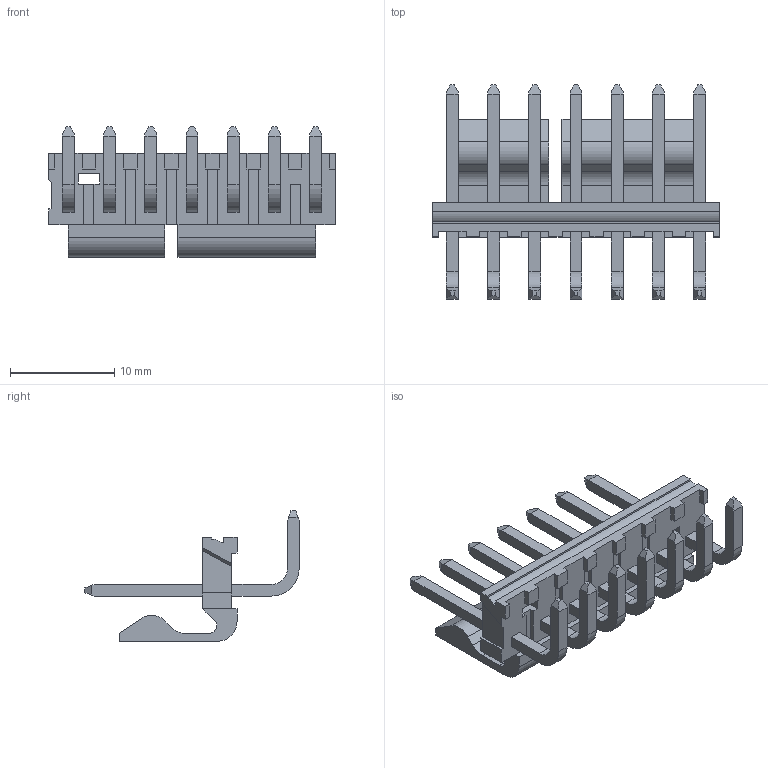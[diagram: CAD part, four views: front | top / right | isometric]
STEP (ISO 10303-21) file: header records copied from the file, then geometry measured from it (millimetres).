
FILE_DESCRIPTION((''),'2;1');
FILE_NAME('1718140007','2016-01-11T',('ME'),(''),'PRO/ENGINEER BY PARAMETRIC TECHNOLOGY CORPORATION, 2011490','PRO/ENGINEER BY PARAMETRIC TECHNOLOGY CORPORATION, 2011490','');
FILE_SCHEMA(('CONFIG_CONTROL_DESIGN'));
Length unit declared in the file: inch
Products named in the file (1): 1718140007
Bounding box: 27.58 x 20.6 x 12.55 mm (x, y, z)
Volume: 1152.7 mm3; surface area: 2027.6 mm2
Topology: 1 solids, 1 shells, 256 faces, 729 edges, 488 vertices
Faces by surface type: plane 233, cylinder 23
Entity records: 8239 total; most frequent: CARTESIAN_POINT 1460, ORIENTED_EDGE 1430, DIRECTION 1303, EDGE_CURVE 715, VECTOR 669, LINE 669, VERTEX_POINT 474, AXIS2_PLACEMENT_3D 317
